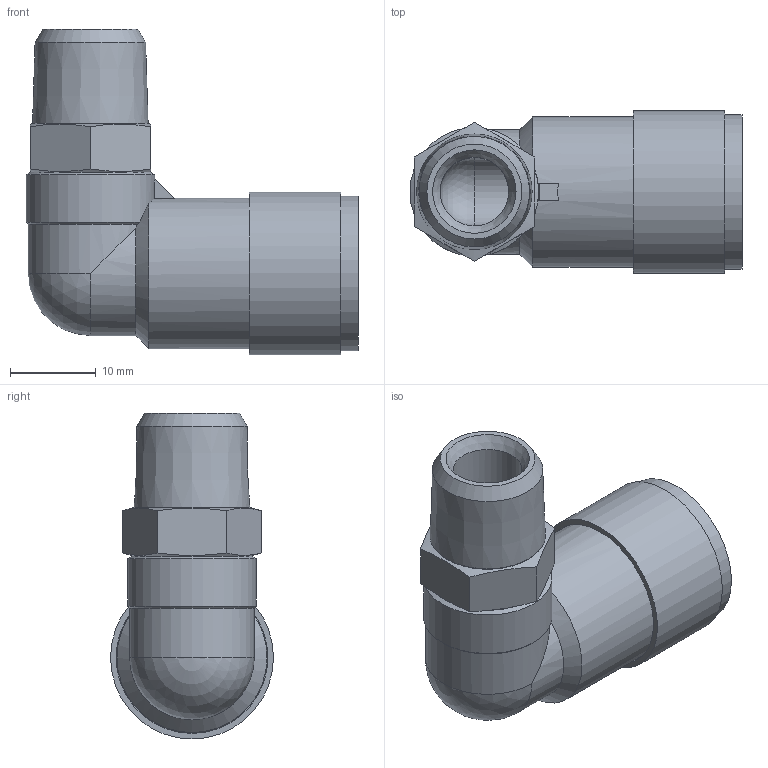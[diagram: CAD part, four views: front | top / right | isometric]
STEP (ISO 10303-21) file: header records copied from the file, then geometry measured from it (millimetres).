
FILE_DESCRIPTION(/* description */ ('STEP AP214'),/* implementation_level */ '2;1');
FILE_NAME(/* name */ '160515_QSL-V0-1_4-10',/* time_stamp */ '2024-09-14T09:41:20+02:00',/* author */ ('License CC BY-ND 4.0'),/* organization */ ('CADENAS'),/* preprocessor_version */ 'ST-DEVELOPER v19.3',/* originating_system */ 'PARTsolutions',/* authorisation */ ' ');
FILE_SCHEMA (('AUTOMOTIVE_DESIGN {1 0 10303 214 3 1 1}'));
Length unit declared in the file: millimetre
Products named in the file (1): 160515 QSL-V0-1/4-10
Bounding box: 38.7 x 19 x 38 mm (x, y, z)
Volume: 7916.5 mm3; surface area: 5255.9 mm2
Topology: 1 solids, 1 shells, 42 faces, 97 edges, 63 vertices
Faces by surface type: plane 20, cylinder 12, cone 8, sphere 2
Full cylindrical faces by diameter (mm): 8 x2, 10 x1, 12 x1, 15 x1, 17.5 x1, 17.7 x1, 18 x1, 18.4 x1, 19 x1
Entity records: 1389 total; most frequent: CARTESIAN_POINT 241, DIRECTION 173, ORIENTED_EDGE 142, AXIS2_PLACEMENT_3D 79, EDGE_CURVE 71, EDGE_LOOP 68, FACE_BOUND 68, VERTEX_POINT 55
